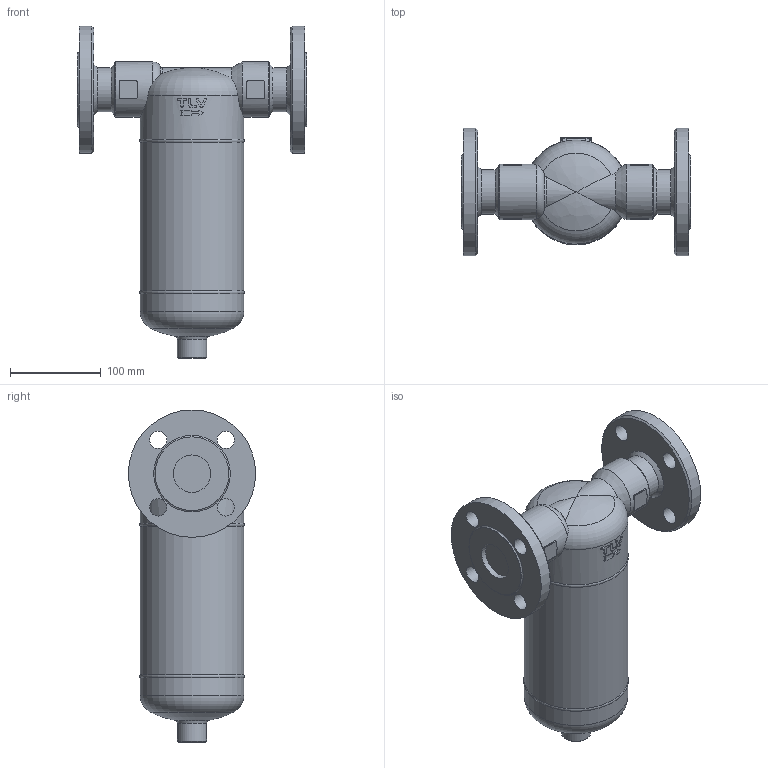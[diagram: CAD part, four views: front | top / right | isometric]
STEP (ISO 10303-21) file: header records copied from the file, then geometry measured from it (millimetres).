
FILE_DESCRIPTION((''),'2;1');
FILE_NAME('dc700-040-jis20-00.stp','2010-10-21T16:52:11',('nakaot'),(''),'Autodesk Inventor 2008','Autodesk Inventor 2008','');
FILE_SCHEMA(('AUTOMOTIVE_DESIGN { 1 0 10303 214 1 1 1 1 }'));
Length unit declared in the file: millimetre
Products named in the file (1): dc700-040-jis20-00
Bounding box: 252 x 140 x 365 mm (x, y, z)
Volume: 3625088.8 mm3; surface area: 211835.5 mm2
Topology: 1 solids, 1 shells, 230 faces, 563 edges, 336 vertices
Faces by surface type: cylinder 81, bspline 63, plane 53, torus 24, cone 8, sphere 1
Full cylindrical faces by diameter (mm): 19 x4, 32 x1, 41.2 x1, 48.6 x1, 61 x2, 81 x1, 114 x2, 114.3 x1, 140 x1
Entity records: 9415 total; most frequent: CARTESIAN_POINT 4474, DIRECTION 996, ORIENTED_EDGE 986, EDGE_CURVE 493, AXIS2_PLACEMENT_3D 419, VERTEX_POINT 322, EDGE_LOOP 303, CIRCLE 231
